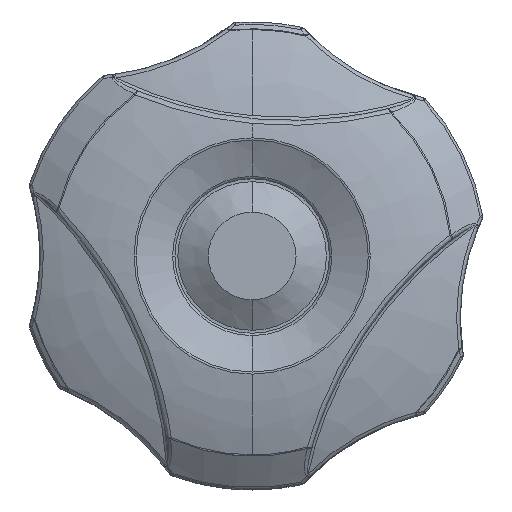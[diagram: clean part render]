
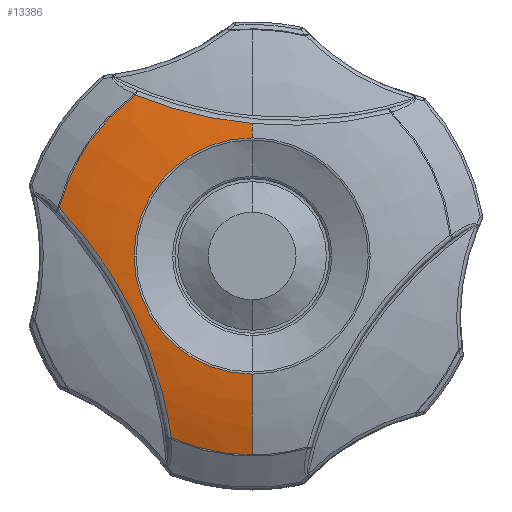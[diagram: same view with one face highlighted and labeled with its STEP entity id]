
A CAD part, left-side view. The second image highlights one B-rep face of the part: STEP entity #13386.
In plain terms, the highlighted toroidal (fillet/blend) face has major radius 6.511 mm and minor radius 30.6 mm.
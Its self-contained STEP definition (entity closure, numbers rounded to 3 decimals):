
#174 = CARTESIAN_POINT ( 'NONE',  ( -20.228, 7.04, -14.638 ) ) ;
#429 = DIRECTION ( 'NONE',  ( -1., 0., 0. ) ) ;
#745 = DIRECTION ( 'NONE',  ( 1., 0., 0. ) ) ;
#1013 = CARTESIAN_POINT ( 'NONE',  ( -19.949, 16.495, 4.114 ) ) ;
#1106 = CARTESIAN_POINT ( 'NONE',  ( -21.304, 8.676, -8.378 ) ) ;
#1256 = CARTESIAN_POINT ( 'NONE',  ( -21.593, 10.093, 0. ) ) ;
#1312 = AXIS2_PLACEMENT_3D ( 'NONE', #1569, #12875, #2978 ) ;
#1569 = CARTESIAN_POINT ( 'NONE',  ( -21.593, 0., 0. ) ) ;
#1671 = AXIS2_PLACEMENT_3D ( 'NONE', #7582, #4659, #10441 ) ;
#1964 = CIRCLE ( 'NONE', #10417, 17.001 ) ;
#2058 = CARTESIAN_POINT ( 'NONE',  ( -20.208, 9.217, 13.441 ) ) ;
#2103 = DIRECTION ( 'NONE',  ( 0., -1., 0. ) ) ;
#2163 = EDGE_CURVE ( 'NONE', #6165, #17822, #5192, .T. ) ;
#2533 = CARTESIAN_POINT ( 'NONE',  ( -21.304, 11.942, -1.681 ) ) ;
#2816 = CARTESIAN_POINT ( 'NONE',  ( 8.796, 0., -6.511 ) ) ;
#2943 = CARTESIAN_POINT ( 'NONE',  ( -21.593, 0., 10.093 ) ) ;
#2978 = DIRECTION ( 'NONE',  ( 0., -1., 0. ) ) ;
#3182 = CIRCLE ( 'NONE', #10114, 30.6 ) ;
#3393 = VERTEX_POINT ( 'NONE', #6779 ) ;
#3706 = DIRECTION ( 'NONE',  ( 0., 0., -1. ) ) ;
#3755 = CARTESIAN_POINT ( 'NONE',  ( -19.949, 9.994, 13.753 ) ) ;
#3925 = CARTESIAN_POINT ( 'NONE',  ( -20.997, 13.518, 0.62 ) ) ;
#4373 = TOROIDAL_SURFACE ( 'NONE', #1671, 6.511, 30.6 ) ;
#4472 = FACE_OUTER_BOUND ( 'NONE', #5763, .T. ) ;
#4659 = DIRECTION ( 'NONE',  ( -1., 0., 0. ) ) ;
#4690 = ORIENTED_EDGE ( 'NONE', *, *, #13582, .F. ) ;
#4716 = ORIENTED_EDGE ( 'NONE', *, *, #13554, .T. ) ;
#4717 = ORIENTED_EDGE ( 'NONE', *, *, #17193, .T. ) ;
#4953 = ORIENTED_EDGE ( 'NONE', *, *, #5739, .F. ) ;
#5192 = B_SPLINE_CURVE_WITH_KNOTS ( 'NONE', 3,
 ( #1013, #16825, #11012, #16742, #3925, #12697, #2533, #8275, #5539, #14194, #11301, #1106, #7051, #12609, #17021, #9878, #174, #6099 ),
 .UNSPECIFIED., .F., .F.,
 ( 4, 2, 2, 2, 2, 2, 2, 2, 4 ),
 ( 0., 0.003, 0.006, 0.008, 0.011, 0.014, 0.017, 0.02, 0.023 ),
 .UNSPECIFIED. ) ;
#5539 = CARTESIAN_POINT ( 'NONE',  ( -21.429, 10.555, -4.096 ) ) ;
#5739 = EDGE_CURVE ( 'NONE', #12036, #17822, #6041, .T. ) ;
#5763 = EDGE_LOOP ( 'NONE', ( #4953, #10681, #6540, #4717, #4690, #15689, #4716, #10771 ) ) ;
#6041 = CIRCLE ( 'NONE', #14452, 17.001 ) ;
#6099 = CARTESIAN_POINT ( 'NONE',  ( -19.949, 6.914, -15.532 ) ) ;
#6134 = CARTESIAN_POINT ( 'NONE',  ( -21.424, 0., 11.318 ) ) ;
#6165 = VERTEX_POINT ( 'NONE', #14669 ) ;
#6540 = ORIENTED_EDGE ( 'NONE', *, *, #15901, .T. ) ;
#6597 = CARTESIAN_POINT ( 'NONE',  ( -20.429, 8.417, 13.15 ) ) ;
#6758 = EDGE_CURVE ( 'NONE', #12036, #9330, #15615, .T. ) ;
#6779 = CARTESIAN_POINT ( 'NONE',  ( -19.949, 9.994, 13.753 ) ) ;
#7051 = CARTESIAN_POINT ( 'NONE',  ( -21.224, 8.369, -9.265 ) ) ;
#7344 = EDGE_CURVE ( 'NONE', #12932, #3393, #14930, .T. ) ;
#7582 = CARTESIAN_POINT ( 'NONE',  ( 8.796, 0., 0. ) ) ;
#7677 = CARTESIAN_POINT ( 'NONE',  ( -19.949, 0., 0. ) ) ;
#7865 = DIRECTION ( 'NONE',  ( 1., 0., 0. ) ) ;
#8275 = CARTESIAN_POINT ( 'NONE',  ( -21.405, 10.996, -3.279 ) ) ;
#9150 = CARTESIAN_POINT ( 'NONE',  ( -21.424, 0., 11.318 ) ) ;
#9242 = CARTESIAN_POINT ( 'NONE',  ( -20.796, 6.794, 12.626 ) ) ;
#9330 = VERTEX_POINT ( 'NONE', #17089 ) ;
#9554 = CARTESIAN_POINT ( 'NONE',  ( -19.949, 0., 0. ) ) ;
#9878 = CARTESIAN_POINT ( 'NONE',  ( -20.463, 7.203, -13.735 ) ) ;
#10114 = AXIS2_PLACEMENT_3D ( 'NONE', #17663, #2103, #7865 ) ;
#10417 = AXIS2_PLACEMENT_3D ( 'NONE', #7677, #429, #3706 ) ;
#10441 = DIRECTION ( 'NONE',  ( 0., 0., 1. ) ) ;
#10562 = CARTESIAN_POINT ( 'NONE',  ( -21.593, 0., 0. ) ) ;
#10681 = ORIENTED_EDGE ( 'NONE', *, *, #6758, .T. ) ;
#10771 = ORIENTED_EDGE ( 'NONE', *, *, #2163, .T. ) ;
#10952 = CIRCLE ( 'NONE', #1312, 10.093 ) ;
#11012 = CARTESIAN_POINT ( 'NONE',  ( -20.462, 15.261, 2.784 ) ) ;
#11116 = AXIS2_PLACEMENT_3D ( 'NONE', #10562, #745, #16545 ) ;
#11301 = CARTESIAN_POINT ( 'NONE',  ( -21.406, 9.361, -6.626 ) ) ;
#11687 = DIRECTION ( 'NONE',  ( 0., 0., 1. ) ) ;
#11761 = AXIS2_PLACEMENT_3D ( 'NONE', #2816, #17325, #11687 ) ;
#11991 = CARTESIAN_POINT ( 'NONE',  ( -19.949, 0., -17.001 ) ) ;
#12036 = VERTEX_POINT ( 'NONE', #11991 ) ;
#12246 = CARTESIAN_POINT ( 'NONE',  ( -20.943, 5.97, 12.391 ) ) ;
#12609 = CARTESIAN_POINT ( 'NONE',  ( -20.996, 7.831, -11.044 ) ) ;
#12697 = CARTESIAN_POINT ( 'NONE',  ( -21.225, 12.446, -0.901 ) ) ;
#12875 = DIRECTION ( 'NONE',  ( 1., 0., 0. ) ) ;
#12932 = VERTEX_POINT ( 'NONE', #6134 ) ;
#13122 = CARTESIAN_POINT ( 'NONE',  ( -19.949, 6.914, -15.532 ) ) ;
#13386 = ADVANCED_FACE ( 'NONE', ( #4472 ), #4373, .T. ) ;
#13554 = EDGE_CURVE ( 'NONE', #3393, #6165, #1964, .T. ) ;
#13582 = EDGE_CURVE ( 'NONE', #12932, #18547, #3182, .T. ) ;
#14194 = CARTESIAN_POINT ( 'NONE',  ( -21.43, 9.737, -5.77 ) ) ;
#14452 = AXIS2_PLACEMENT_3D ( 'NONE', #9554, #16782, #18284 ) ;
#14537 = VERTEX_POINT ( 'NONE', #1256 ) ;
#14669 = CARTESIAN_POINT ( 'NONE',  ( -19.949, 16.495, 4.114 ) ) ;
#14930 = B_SPLINE_CURVE_WITH_KNOTS ( 'NONE', 3,
 ( #9150, #17784, #16443, #15016, #16637, #12246, #9242, #6597, #2058, #3755 ),
 .UNSPECIFIED., .F., .F.,
 ( 4, 2, 2, 2, 4 ),
 ( 0.012, 0.015, 0.017, 0.02, 0.023 ),
 .UNSPECIFIED. ) ;
#15016 = CARTESIAN_POINT ( 'NONE',  ( -21.259, 3.448, 11.803 ) ) ;
#15615 = CIRCLE ( 'NONE', #11761, 30.6 ) ;
#15689 = ORIENTED_EDGE ( 'NONE', *, *, #7344, .T. ) ;
#15901 = EDGE_CURVE ( 'NONE', #9330, #14537, #16184, .T. ) ;
#16184 = CIRCLE ( 'NONE', #11116, 10.093 ) ;
#16443 = CARTESIAN_POINT ( 'NONE',  ( -21.377, 1.728, 11.512 ) ) ;
#16545 = DIRECTION ( 'NONE',  ( 0., -1., 0. ) ) ;
#16637 = CARTESIAN_POINT ( 'NONE',  ( -21.174, 4.297, 11.98 ) ) ;
#16742 = CARTESIAN_POINT ( 'NONE',  ( -20.846, 14.087, 1.364 ) ) ;
#16782 = DIRECTION ( 'NONE',  ( 1., 0., 0. ) ) ;
#16825 = CARTESIAN_POINT ( 'NONE',  ( -20.229, 15.869, 3.464 ) ) ;
#17021 = CARTESIAN_POINT ( 'NONE',  ( -20.846, 7.598, -11.939 ) ) ;
#17089 = CARTESIAN_POINT ( 'NONE',  ( -21.593, 0., -10.093 ) ) ;
#17193 = EDGE_CURVE ( 'NONE', #14537, #18547, #10952, .T. ) ;
#17325 = DIRECTION ( 'NONE',  ( 0., 1., 0. ) ) ;
#17663 = CARTESIAN_POINT ( 'NONE',  ( 8.796, 0., 6.511 ) ) ;
#17784 = CARTESIAN_POINT ( 'NONE',  ( -21.411, 0.863, 11.398 ) ) ;
#17822 = VERTEX_POINT ( 'NONE', #13122 ) ;
#18284 = DIRECTION ( 'NONE',  ( 0., -1., 0. ) ) ;
#18547 = VERTEX_POINT ( 'NONE', #2943 ) ;
